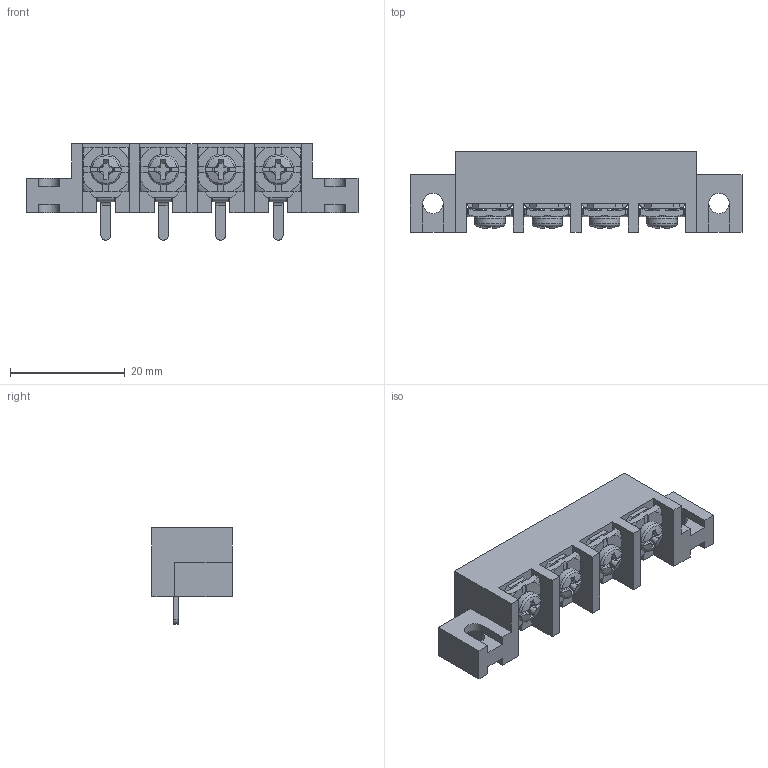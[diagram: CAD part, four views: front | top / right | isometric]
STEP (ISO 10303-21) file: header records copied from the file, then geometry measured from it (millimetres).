
FILE_DESCRIPTION( ( 'Unknown' ), '1' );
FILE_NAME( 'T55-OB1104.stp', 'Unknown', ( 'Unknown' ), ( 'Unknown' ), 'XStep 1.0', 'Unknown', ' ' );
FILE_SCHEMA( ( 'automotive_design' ) );
Length unit declared in the file: millimetre
Products named in the file (1): 1
Bounding box: 57.8 x 14 x 16.8 mm (x, y, z)
Volume: 6065.8 mm3; surface area: 4704.8 mm2
Topology: 1 solids, 1 shells, 614 faces, 1738 edges, 1128 vertices
Faces by surface type: plane 452, cylinder 74, bspline 44, torus 44
Full cylindrical faces by diameter (mm): 2 x4, 5.3 x4
Entity records: 28021 total; most frequent: CARTESIAN_POINT 12853, ORIENTED_EDGE 3428, DIRECTION 2796, EDGE_CURVE 1714, LINE 1142, VECTOR 1142, VERTEX_POINT 1116, AXIS2_PLACEMENT_3D 827
